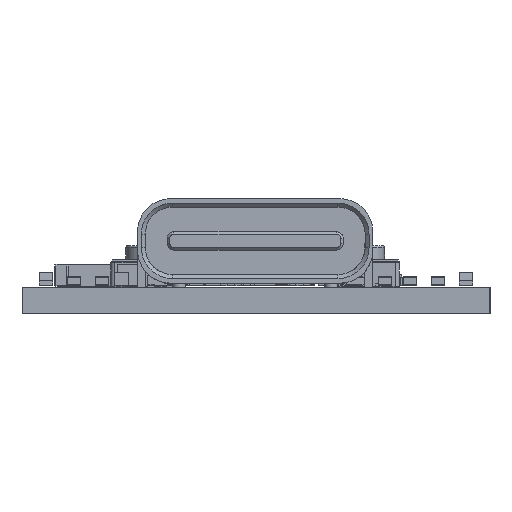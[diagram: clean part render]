
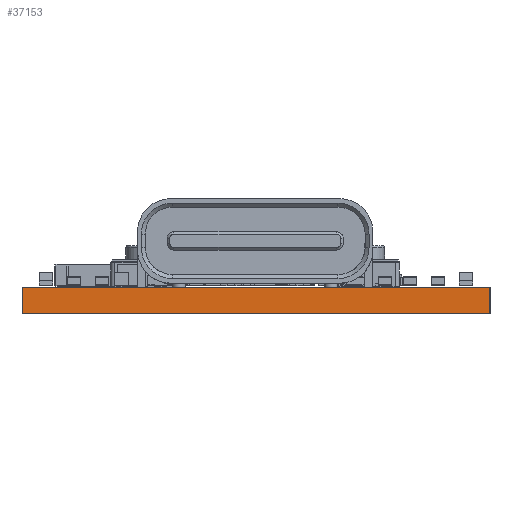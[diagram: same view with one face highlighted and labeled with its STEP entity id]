
A CAD part, left-side view. The second image highlights one B-rep face of the part: STEP entity #37153.
In plain terms, the highlighted planar face has unit normal (-1, 0, 0).
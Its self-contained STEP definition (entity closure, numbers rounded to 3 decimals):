
#37097 = VERTEX_POINT('',#37098);
#37098 = CARTESIAN_POINT('',(0.,0.,1.));
#37104 = EDGE_CURVE('',#37105,#37097,#37107,.T.);
#37105 = VERTEX_POINT('',#37106);
#37106 = CARTESIAN_POINT('',(0.,-0.,0.));
#37107 = LINE('',#37108,#37109);
#37108 = CARTESIAN_POINT('',(0.,-0.,0.));
#37109 = VECTOR('',#37110,1.);
#37110 = DIRECTION('',(0.,0.,1.));
#37153 = ADVANCED_FACE('',(#37154),#37179,.T.);
#37154 = FACE_BOUND('',#37155,.T.);
#37155 = EDGE_LOOP('',(#37156,#37157,#37165,#37173));
#37156 = ORIENTED_EDGE('',*,*,#37104,.T.);
#37157 = ORIENTED_EDGE('',*,*,#37158,.T.);
#37158 = EDGE_CURVE('',#37097,#37159,#37161,.T.);
#37159 = VERTEX_POINT('',#37160);
#37160 = CARTESIAN_POINT('',(0.,17.78,1.));
#37161 = LINE('',#37162,#37163);
#37162 = CARTESIAN_POINT('',(0.,0.,1.));
#37163 = VECTOR('',#37164,1.);
#37164 = DIRECTION('',(0.,1.,0.));
#37165 = ORIENTED_EDGE('',*,*,#37166,.F.);
#37166 = EDGE_CURVE('',#37167,#37159,#37169,.T.);
#37167 = VERTEX_POINT('',#37168);
#37168 = CARTESIAN_POINT('',(0.,17.78,0.));
#37169 = LINE('',#37170,#37171);
#37170 = CARTESIAN_POINT('',(0.,17.78,0.));
#37171 = VECTOR('',#37172,1.);
#37172 = DIRECTION('',(0.,0.,1.));
#37173 = ORIENTED_EDGE('',*,*,#37174,.F.);
#37174 = EDGE_CURVE('',#37105,#37167,#37175,.T.);
#37175 = LINE('',#37176,#37177);
#37176 = CARTESIAN_POINT('',(0.,-0.,0.));
#37177 = VECTOR('',#37178,1.);
#37178 = DIRECTION('',(0.,1.,0.));
#37179 = PLANE('',#37180);
#37180 = AXIS2_PLACEMENT_3D('',#37181,#37182,#37183);
#37181 = CARTESIAN_POINT('',(0.,0.,0.));
#37182 = DIRECTION('',(-1.,0.,0.));
#37183 = DIRECTION('',(0.,1.,0.));
